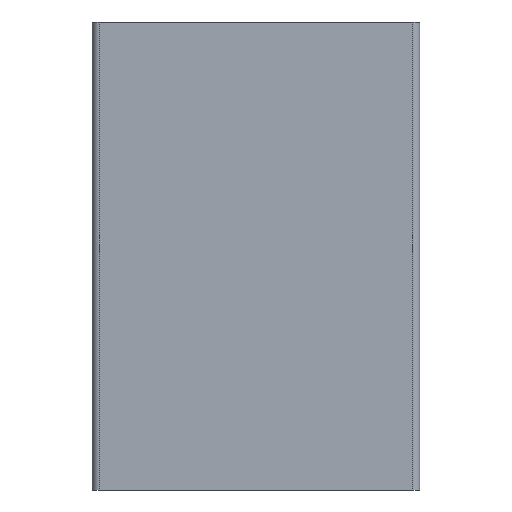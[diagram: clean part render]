
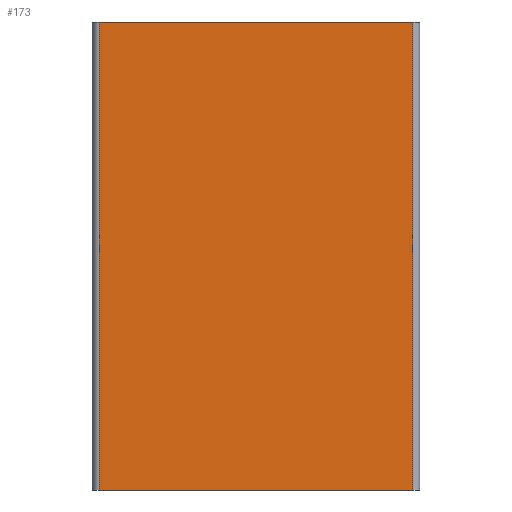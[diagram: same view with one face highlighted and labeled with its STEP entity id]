
A CAD part, front view. The second image highlights one B-rep face of the part: STEP entity #173.
In plain terms, the highlighted planar face has unit normal (0, -1, 0).
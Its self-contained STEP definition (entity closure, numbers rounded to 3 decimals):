
#27=FACE_OUTER_BOUND('',#37,.T.);
#37=EDGE_LOOP('',(#119,#120,#121,#122));
#47=LINE('',#273,#63);
#48=LINE('',#275,#64);
#49=LINE('',#277,#65);
#50=LINE('',#278,#66);
#63=VECTOR('',#219,10.);
#64=VECTOR('',#220,10.);
#65=VECTOR('',#221,10.);
#66=VECTOR('',#222,10.);
#79=VERTEX_POINT('',#271);
#80=VERTEX_POINT('',#272);
#81=VERTEX_POINT('',#274);
#82=VERTEX_POINT('',#276);
#95=EDGE_CURVE('',#79,#80,#47,.T.);
#96=EDGE_CURVE('',#79,#81,#48,.T.);
#97=EDGE_CURVE('',#82,#81,#49,.T.);
#98=EDGE_CURVE('',#80,#82,#50,.T.);
#119=ORIENTED_EDGE('',*,*,#95,.F.);
#120=ORIENTED_EDGE('',*,*,#96,.T.);
#121=ORIENTED_EDGE('',*,*,#97,.F.);
#122=ORIENTED_EDGE('',*,*,#98,.F.);
#167=PLANE('',#197);
#173=ADVANCED_FACE('',(#27),#167,.T.);
#197=AXIS2_PLACEMENT_3D('',#270,#217,#218);
#217=DIRECTION('center_axis',(0.,-1.,0.));
#218=DIRECTION('ref_axis',(1.,0.,0.));
#219=DIRECTION('',(-1.,0.,0.));
#220=DIRECTION('',(0.,0.,1.));
#221=DIRECTION('',(1.,0.,0.));
#222=DIRECTION('',(0.,0.,1.));
#270=CARTESIAN_POINT('Origin',(-67.,-9.,0.));
#271=CARTESIAN_POINT('',(67.,-9.,0.));
#272=CARTESIAN_POINT('',(-67.,-9.,0.));
#273=CARTESIAN_POINT('',(67.,-9.,0.));
#274=CARTESIAN_POINT('',(67.,-9.,200.));
#275=CARTESIAN_POINT('',(67.,-9.,0.));
#276=CARTESIAN_POINT('',(-67.,-9.,200.));
#277=CARTESIAN_POINT('',(67.,-9.,200.));
#278=CARTESIAN_POINT('',(-67.,-9.,0.));
